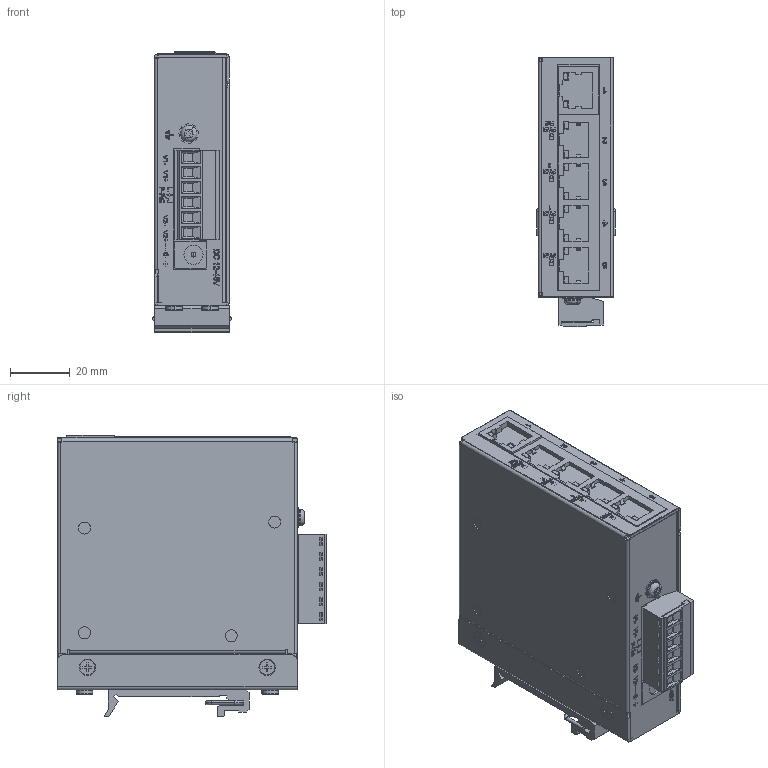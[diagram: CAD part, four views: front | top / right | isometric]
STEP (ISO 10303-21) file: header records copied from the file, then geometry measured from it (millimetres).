
FILE_DESCRIPTION (( 'STEP AP214' ), '1' );
FILE_NAME ('EKI-2525LI.STEP', '2018-07-11T05:00:44', ( 'user' ), ( '' ), 'SwSTEP 2.0', 'SolidWorks 2016', '' );
FILE_SCHEMA (( 'AUTOMOTIVE_DESIGN' ));
Length unit declared in the file: millimetre
Products named in the file (1): EKI-2525LI
Bounding box: 26.3 x 89.8 x 93.97 mm (x, y, z)
Volume: 175581.4 mm3; surface area: 27971.9 mm2
Topology: 2 solids, 8 shells, 2152 faces, 5837 edges, 3809 vertices
Faces by surface type: plane 1546, bspline 337, cylinder 193, torus 42, cone 32, sphere 2
Entity records: 84397 total; most frequent: CARTESIAN_POINT 29426, ORIENTED_EDGE 11674, DIRECTION 9237, EDGE_CURVE 5837, VECTOR 4625, LINE 4625, VERTEX_POINT 3809, EDGE_LOOP 2364
